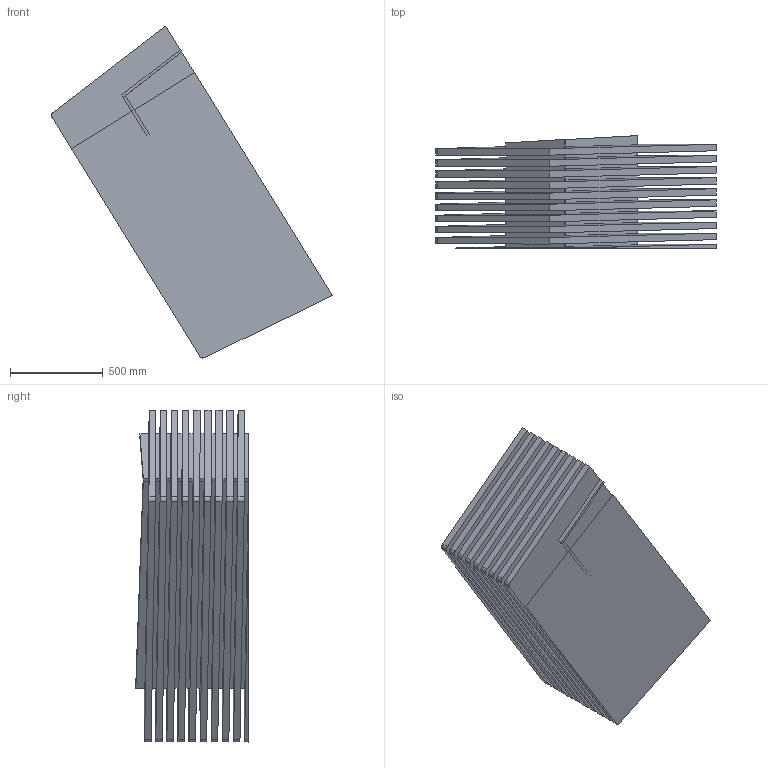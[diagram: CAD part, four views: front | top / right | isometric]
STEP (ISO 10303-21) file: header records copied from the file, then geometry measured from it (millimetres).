
FILE_DESCRIPTION(('FreeCAD Model'),'2;1');
FILE_NAME('detailed_DCLL/step/structural_plate_sample_envelope_1.step', '2018-03-07T11:56:58',('FreeCAD'),('FreeCAD'), 'Open CASCADE STEP processor 7.1','FreeCAD','Unknown');
FILE_SCHEMA(('AUTOMOTIVE_DESIGN_CC2 { 1 2 10303 214 -1 1 5 4 }'));
Length unit declared in the file: millimetre
Products named in the file (31): Open CASCADE STEP translator 7.1 8; Open CASCADE STEP translator 7.1 8.1; Open CASCADE STEP translator 7.1 8.2; Open CASCADE STEP translator 7.1 8.3; Open CASCADE STEP translator 7.1 8.4; Open CASCADE STEP translator 7.1 8.5; Open CASCADE STEP translator 7.1 8.6; Open CASCADE STEP translator 7.1 8.7; Open CASCADE STEP translator 7.1 8.8; Open CASCADE STEP translator 7.1 8.9; Open CASCADE STEP translator 7.1 8.10; Open CASCADE STEP translator 7.1 8.11; Open CASCADE STEP translator 7.1 8.12; Open CASCADE STEP translator 7.1 8.13; Open CASCADE STEP translator 7.1 8.14; Open CASCADE STEP translator 7.1 8.15; Open CASCADE STEP translator 7.1 8.16; Open CASCADE STEP translator 7.1 8.17; Open CASCADE STEP translator 7.1 8.18; Open CASCADE STEP translator 7.1 8.19; Open CASCADE STEP translator 7.1 8.20; Open CASCADE STEP translator 7.1 8.21; Open CASCADE STEP translator 7.1 8.22; Open CASCADE STEP translator 7.1 8.23; Open CASCADE STEP translator 7.1 8.24; Open CASCADE STEP translator 7.1 8.25; Open CASCADE STEP translator 7.1 8.26; Open CASCADE STEP translator 7.1 8.27; Open CASCADE STEP translator 7.1 8.28; Open CASCADE STEP translator 7.1 8.29; Open CASCADE STEP translator 7.1 8.30
Assembly tree (30 placements, depth 2):
  Open CASCADE STEP translator 7.1 8
    Open CASCADE STEP translator 7.1 8.1
    Open CASCADE STEP translator 7.1 8.2
    Open CASCADE STEP translator 7.1 8.3
    Open CASCADE STEP translator 7.1 8.4
    Open CASCADE STEP translator 7.1 8.5
    Open CASCADE STEP translator 7.1 8.6
    Open CASCADE STEP translator 7.1 8.7
    Open CASCADE STEP translator 7.1 8.8
    Open CASCADE STEP translator 7.1 8.9
    Open CASCADE STEP translator 7.1 8.10
    Open CASCADE STEP translator 7.1 8.11
    Open CASCADE STEP translator 7.1 8.12
    Open CASCADE STEP translator 7.1 8.13
    Open CASCADE STEP translator 7.1 8.14
    Open CASCADE STEP translator 7.1 8.15
    Open CASCADE STEP translator 7.1 8.16
    Open CASCADE STEP translator 7.1 8.17
    Open CASCADE STEP translator 7.1 8.18
    Open CASCADE STEP translator 7.1 8.19
    Open CASCADE STEP translator 7.1 8.20
    Open CASCADE STEP translator 7.1 8.21
    Open CASCADE STEP translator 7.1 8.22
    Open CASCADE STEP translator 7.1 8.23
    Open CASCADE STEP translator 7.1 8.24
    Open CASCADE STEP translator 7.1 8.25
    Open CASCADE STEP translator 7.1 8.26
    Open CASCADE STEP translator 7.1 8.27
    Open CASCADE STEP translator 7.1 8.28
    Open CASCADE STEP translator 7.1 8.29
    Open CASCADE STEP translator 7.1 8.30
Bounding box: 1516.6 x 608.62 x 1793.22 mm (x, y, z)
Volume: 420694575.2 mm3; surface area: 28159111.6 mm2
Topology: 30 solids, 30 shells, 199 faces, 420 edges, 281 vertices
Faces by surface type: plane 180, cylinder 19
Entity records: 10755 total; most frequent: CARTESIAN_POINT 2751, DIRECTION 1042, ORIENTED_EDGE 840, PCURVE 840, DEFINITIONAL_REPRESENTATION 840, B_SPLINE_CURVE_WITH_KNOTS 715, LINE 469, VECTOR 469
